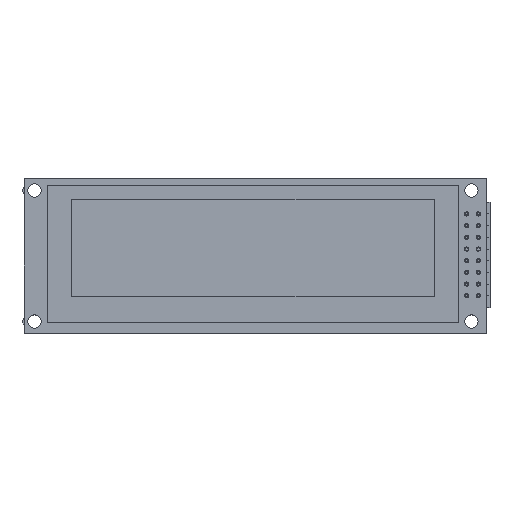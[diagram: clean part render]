
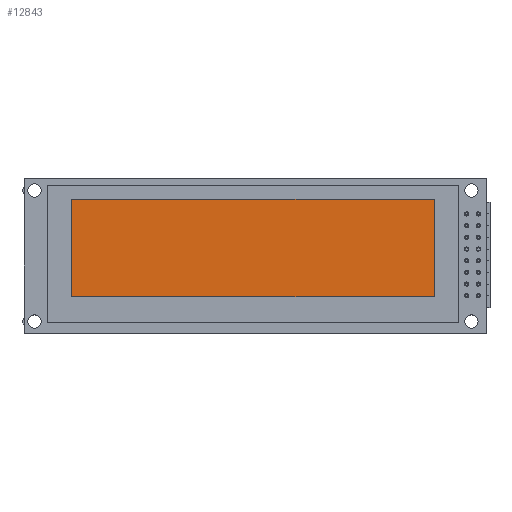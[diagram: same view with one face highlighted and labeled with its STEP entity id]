
A CAD part, top view. The second image highlights one B-rep face of the part: STEP entity #12843.
In plain terms, the highlighted planar face has unit normal (0, 0, 1).
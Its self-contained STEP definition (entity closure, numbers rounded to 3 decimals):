
#12151 = VERTEX_POINT('',#12152);
#12152 = CARTESIAN_POINT('',(-39.4,10.59,14.45));
#12158 = EDGE_CURVE('',#12151,#12159,#12161,.T.);
#12159 = VERTEX_POINT('',#12160);
#12160 = CARTESIAN_POINT('',(39.4,10.59,14.45));
#12161 = LINE('',#12162,#12163);
#12162 = CARTESIAN_POINT('',(39.4,10.59,14.45));
#12163 = VECTOR('',#12164,1.);
#12164 = DIRECTION('',(1.,0.,0.));
#12182 = EDGE_CURVE('',#12159,#12183,#12185,.T.);
#12183 = VERTEX_POINT('',#12184);
#12184 = CARTESIAN_POINT('',(39.4,-10.59,14.45));
#12185 = LINE('',#12186,#12187);
#12186 = CARTESIAN_POINT('',(39.4,-10.59,14.45));
#12187 = VECTOR('',#12188,1.);
#12188 = DIRECTION('',(0.,-1.,0.));
#12206 = EDGE_CURVE('',#12183,#12207,#12209,.T.);
#12207 = VERTEX_POINT('',#12208);
#12208 = CARTESIAN_POINT('',(-39.4,-10.59,14.45));
#12209 = LINE('',#12210,#12211);
#12210 = CARTESIAN_POINT('',(-39.4,-10.59,14.45));
#12211 = VECTOR('',#12212,1.);
#12212 = DIRECTION('',(-1.,0.,0.));
#12230 = EDGE_CURVE('',#12207,#12151,#12231,.T.);
#12231 = LINE('',#12232,#12233);
#12232 = CARTESIAN_POINT('',(-39.4,10.59,14.45));
#12233 = VECTOR('',#12234,1.);
#12234 = DIRECTION('',(0.,1.,0.));
#12843 = ADVANCED_FACE('',(#12844),#12850,.F.);
#12844 = FACE_BOUND('',#12845,.T.);
#12845 = EDGE_LOOP('',(#12846,#12847,#12848,#12849));
#12846 = ORIENTED_EDGE('',*,*,#12182,.F.);
#12847 = ORIENTED_EDGE('',*,*,#12158,.F.);
#12848 = ORIENTED_EDGE('',*,*,#12230,.F.);
#12849 = ORIENTED_EDGE('',*,*,#12206,.F.);
#12850 = PLANE('',#12851);
#12851 = AXIS2_PLACEMENT_3D('',#12852,#12853,#12854);
#12852 = CARTESIAN_POINT('',(0.,0.,14.45));
#12853 = DIRECTION('',(0.,0.,-1.));
#12854 = DIRECTION('',(-1.,0.,0.));
